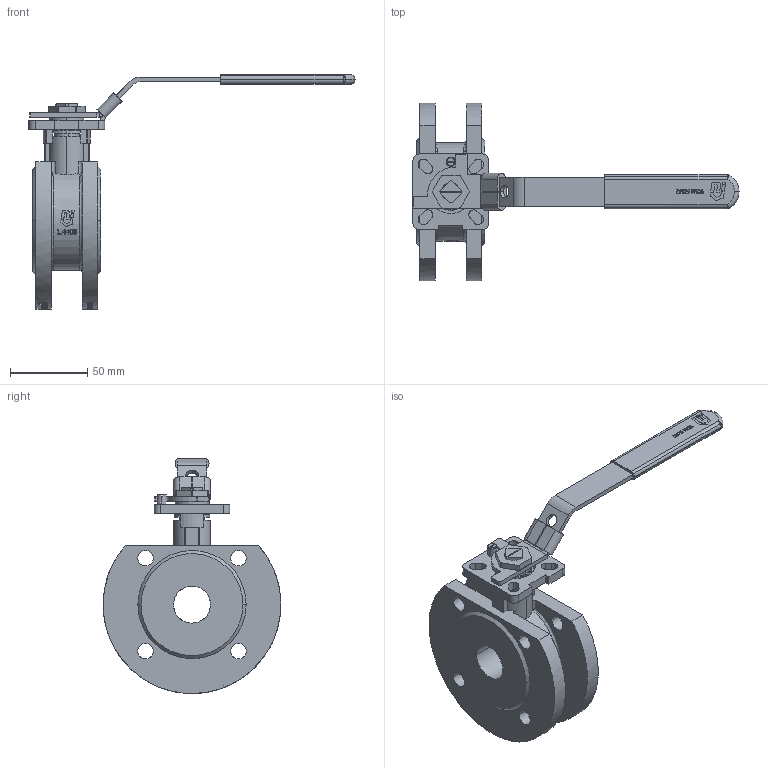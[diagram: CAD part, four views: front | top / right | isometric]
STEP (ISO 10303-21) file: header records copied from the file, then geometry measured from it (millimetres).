
FILE_DESCRIPTION(('HOOPS Exchange Step'),'2;1');
FILE_NAME('FK11_DN25.stp','2025-08-29T13:57:32+02:00',('nieru'),('Unknown organisation'),'HOOPS Exchange 2024.2','HOOPS Exchange','Unknown authorisation');
FILE_SCHEMA( ('AP203_CONFIGURATION_CONTROLLED_3D_DESIGN_OF_MECHANICAL_PARTS_AND_ASSEMBLIES_MIM_LF') );
Length unit declared in the file: millimetre
Products named in the file (2): 0; root
Assembly tree (1 placements, depth 2):
  root
    0
Bounding box: 211 x 114.99 x 152 mm (x, y, z)
Volume: 285273 mm3; surface area: 80509.1 mm2
Topology: 13 solids, 13 shells, 1182 faces, 3240 edges, 2156 vertices
Faces by surface type: bspline 511, plane 446, cylinder 201, sphere 8, torus 8, cone 8
Entity records: 75930 total; most frequent: CARTESIAN_POINT 49430, ORIENTED_EDGE 6480, DIRECTION 3491, EDGE_CURVE 3240, VERTEX_POINT 2156, B_SPLINE_CURVE_WITH_KNOTS 1503, VECTOR 1323, LINE 1323
